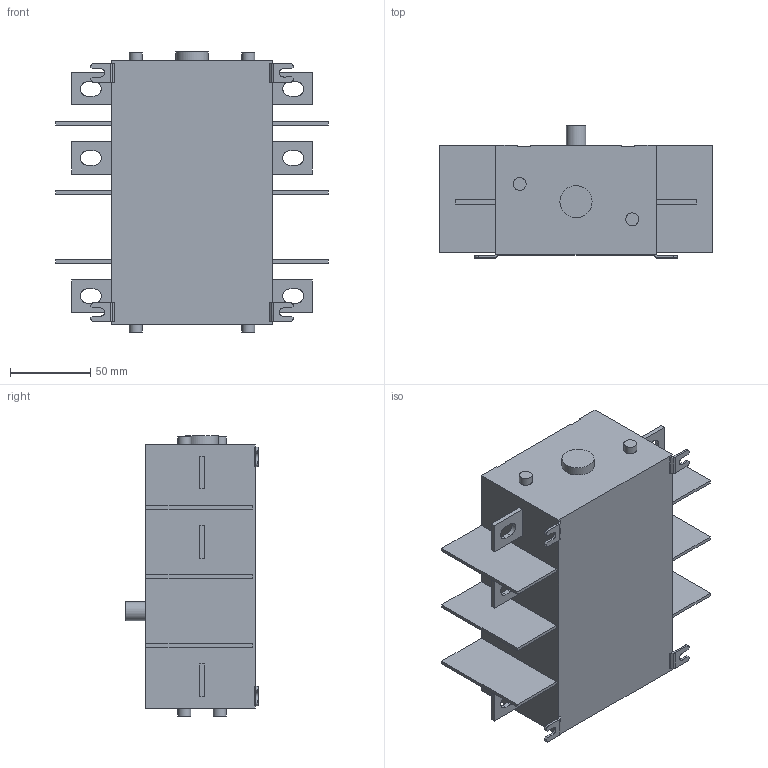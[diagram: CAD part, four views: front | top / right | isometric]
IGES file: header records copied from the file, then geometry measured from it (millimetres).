
Global section: file name: OT200U12.igs; preprocessor: I-DEAS 3D IGES Translator 11; date: 20080821.092614; units: millimetre
Bounding box: 170 x 82.5 x 174.4 mm (x, y, z)
Volume: 1151697.2 mm3; surface area: 107333.3 mm2
Topology: 1 solids, 1 shells, 200 faces, 554 edges, 372 vertices
Faces by surface type: bspline 200
